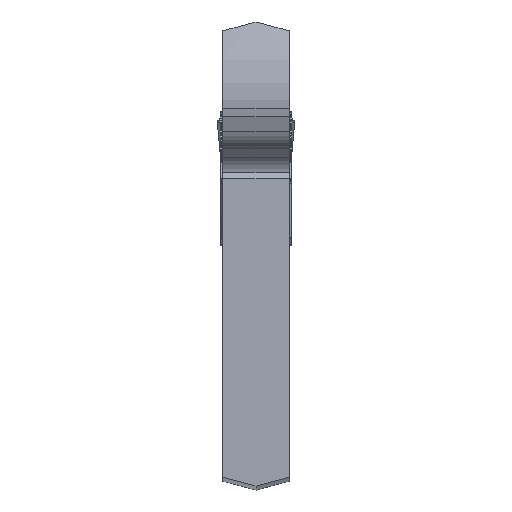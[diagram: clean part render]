
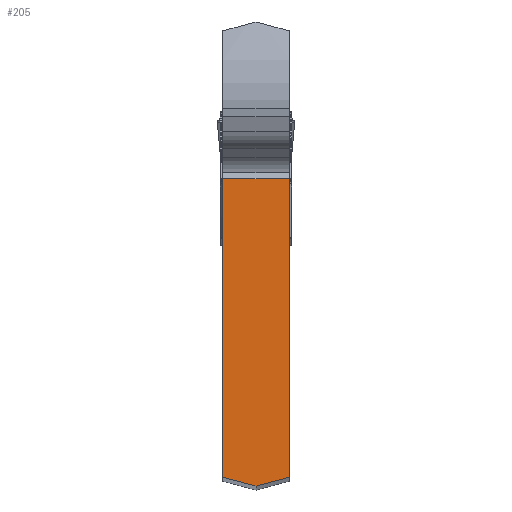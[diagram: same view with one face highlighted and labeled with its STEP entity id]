
A CAD part, top view. The second image highlights one B-rep face of the part: STEP entity #205.
In plain terms, the highlighted planar face has unit normal (0, 0, 1).
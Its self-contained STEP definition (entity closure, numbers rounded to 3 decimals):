
#205=ADVANCED_FACE('',(#343),#273,.F.);
#273=PLANE('',#1763);
#343=FACE_OUTER_BOUND('',#430,.T.);
#430=EDGE_LOOP('',(#787,#788,#789,#790,#791));
#787=ORIENTED_EDGE('',*,*,#1284,.T.);
#788=ORIENTED_EDGE('',*,*,#1216,.F.);
#789=ORIENTED_EDGE('',*,*,#1285,.F.);
#790=ORIENTED_EDGE('',*,*,#1286,.F.);
#791=ORIENTED_EDGE('',*,*,#1281,.F.);
#1019=VERTEX_POINT('',#2552);
#1020=VERTEX_POINT('',#2554);
#1082=VERTEX_POINT('',#2682);
#1083=VERTEX_POINT('',#2684);
#1085=VERTEX_POINT('',#2691);
#1216=EDGE_CURVE('',#1019,#1020,#1408,.T.);
#1281=EDGE_CURVE('',#1082,#1083,#1448,.T.);
#1284=EDGE_CURVE('',#1082,#1020,#1451,.T.);
#1285=EDGE_CURVE('',#1085,#1019,#1452,.T.);
#1286=EDGE_CURVE('',#1083,#1085,#1453,.T.);
#1408=LINE('',#2553,#1573);
#1448=LINE('',#2683,#1613);
#1451=LINE('',#2689,#1616);
#1452=LINE('',#2690,#1617);
#1453=LINE('',#2692,#1618);
#1573=VECTOR('',#2062,1.);
#1613=VECTOR('',#2156,1.);
#1616=VECTOR('',#2161,1.);
#1617=VECTOR('',#2162,1.);
#1618=VECTOR('',#2163,1.);
#1763=AXIS2_PLACEMENT_3D('',#2693,#2164,#2165);
#2062=DIRECTION('',(0.,1.,0.));
#2156=DIRECTION('',(0.,-1.,0.));
#2161=DIRECTION('',(-1.,0.,0.));
#2162=DIRECTION('',(-0.966,0.259,0.));
#2163=DIRECTION('',(-0.966,-0.259,0.));
#2164=DIRECTION('',(0.,0.,-1.));
#2165=DIRECTION('',(0.,1.,0.));
#2552=CARTESIAN_POINT('',(-2.2,-30.131,75.));
#2553=CARTESIAN_POINT('',(-2.2,-30.131,75.));
#2554=CARTESIAN_POINT('',(-2.2,-10.396,75.));
#2682=CARTESIAN_POINT('',(2.2,-10.396,75.));
#2683=CARTESIAN_POINT('',(2.2,-0.589,75.));
#2684=CARTESIAN_POINT('',(2.2,-30.131,75.));
#2689=CARTESIAN_POINT('',(10.,-10.396,75.));
#2690=CARTESIAN_POINT('',(0.,-30.72,75.));
#2691=CARTESIAN_POINT('',(0.,-30.72,75.));
#2692=CARTESIAN_POINT('',(2.2,-30.131,75.));
#2693=CARTESIAN_POINT('',(-2.2,-30.131,75.));
